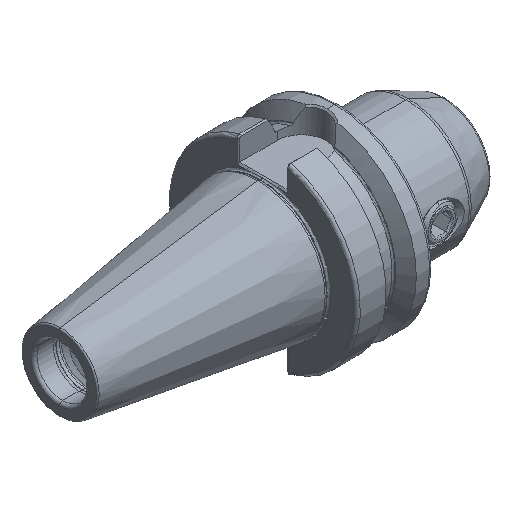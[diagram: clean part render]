
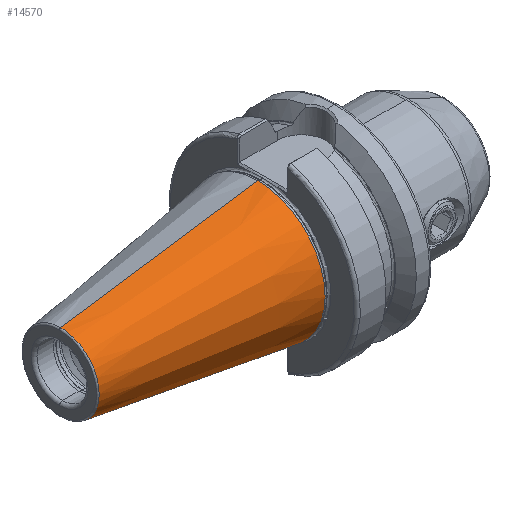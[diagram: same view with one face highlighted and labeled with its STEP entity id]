
A CAD part, isometric view. The second image highlights one B-rep face of the part: STEP entity #14570.
In plain terms, the highlighted conical face has half-angle 8.297 degrees and reference radius 22.298 mm.
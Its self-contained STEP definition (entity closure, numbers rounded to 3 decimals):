
#247 = EDGE_LOOP ( 'NONE', ( #4642, #4649, #4624, #4665 ) ) ;
#4624 = ORIENTED_EDGE ( 'NONE', *, *, #13794, .T. ) ;
#4642 = ORIENTED_EDGE ( 'NONE', *, *, #13804, .F. ) ;
#4649 = ORIENTED_EDGE ( 'NONE', *, *, #14077, .T. ) ;
#4665 = ORIENTED_EDGE ( 'NONE', *, *, #14091, .F. ) ;
#6396 = CARTESIAN_POINT ( 'NONE',  ( -1.5, 0., 22.298 ) ) ;
#6451 = CARTESIAN_POINT ( 'NONE',  ( -66.972, 0., 12.75 ) ) ;
#6462 = CARTESIAN_POINT ( 'NONE',  ( -1.5, 0., -22.298 ) ) ;
#6469 = CARTESIAN_POINT ( 'NONE',  ( -66.972, 0., -12.75 ) ) ;
#7110 = VERTEX_POINT ( 'NONE', #6396 ) ;
#7116 = VERTEX_POINT ( 'NONE', #6451 ) ;
#7125 = VERTEX_POINT ( 'NONE', #6469 ) ;
#7131 = VERTEX_POINT ( 'NONE', #6462 ) ;
#7402 = CARTESIAN_POINT ( 'NONE',  ( -1.5, 0., -22.298 ) ) ;
#7410 = DIRECTION ( 'NONE',  ( 0.99, 0., -0.144 ) ) ;
#7458 = DIRECTION ( 'NONE',  ( 0.99, 0., 0.144 ) ) ;
#7459 = CARTESIAN_POINT ( 'NONE',  ( -1.5, 0., 22.298 ) ) ;
#7729 = CONICAL_SURFACE ( 'NONE', #14254, 22.298, 0.145 ) ;
#7745 = FACE_OUTER_BOUND ( 'NONE', #247, .T. ) ;
#7849 = CIRCLE ( 'NONE', #14195, 12.75 ) ;
#7862 = CIRCLE ( 'NONE', #14221, 22.298 ) ;
#10673 = DIRECTION ( 'NONE',  ( 1., 0., 0. ) ) ;
#10675 = DIRECTION ( 'NONE',  ( 0., 0., -1. ) ) ;
#10679 = CARTESIAN_POINT ( 'NONE',  ( -1.5, 0., 0. ) ) ;
#12011 = CARTESIAN_POINT ( 'NONE',  ( -1.5, 0., 0. ) ) ;
#12012 = DIRECTION ( 'NONE',  ( 1., 0., 0. ) ) ;
#12014 = DIRECTION ( 'NONE',  ( 0., 0., -1. ) ) ;
#12887 = DIRECTION ( 'NONE',  ( 1., 0., 0. ) ) ;
#12890 = DIRECTION ( 'NONE',  ( 0., 0., -1. ) ) ;
#12905 = CARTESIAN_POINT ( 'NONE',  ( -66.972, 0., 0. ) ) ;
#13794 = EDGE_CURVE ( 'NONE', #7125, #7131, #14455, .T. ) ;
#13804 = EDGE_CURVE ( 'NONE', #7116, #7110, #14456, .T. ) ;
#14077 = EDGE_CURVE ( 'NONE', #7116, #7125, #7849, .T. ) ;
#14091 = EDGE_CURVE ( 'NONE', #7110, #7131, #7862, .T. ) ;
#14195 = AXIS2_PLACEMENT_3D ( 'NONE', #12905, #12887, #12890 ) ;
#14221 = AXIS2_PLACEMENT_3D ( 'NONE', #12011, #12012, #12014 ) ;
#14254 = AXIS2_PLACEMENT_3D ( 'NONE', #10679, #10673, #10675 ) ;
#14440 = VECTOR ( 'NONE', #7410, 1000. ) ;
#14455 = LINE ( 'NONE', #7402, #14440 ) ;
#14456 = LINE ( 'NONE', #7459, #14486 ) ;
#14486 = VECTOR ( 'NONE', #7458, 1000. ) ;
#14570 = ADVANCED_FACE ( 'NONE', ( #7745 ), #7729, .T. ) ;
